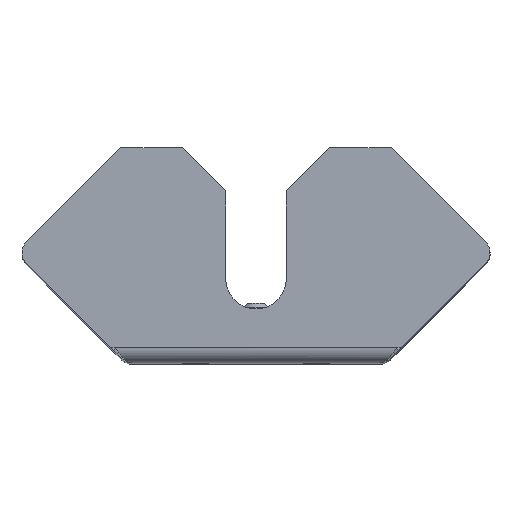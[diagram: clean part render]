
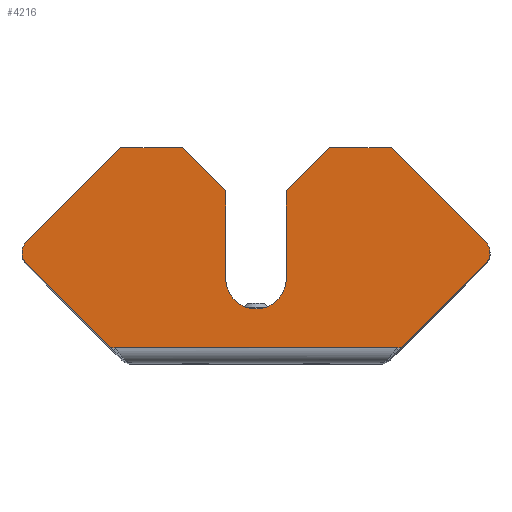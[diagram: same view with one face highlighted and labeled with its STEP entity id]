
A CAD part, top view. The second image highlights one B-rep face of the part: STEP entity #4216.
In plain terms, the highlighted face is planar.
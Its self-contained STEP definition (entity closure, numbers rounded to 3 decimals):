
#10 = ORIENTED_EDGE ( 'NONE', *, *, #1684, .F. ) ;
#70 = EDGE_CURVE ( 'NONE', #4228, #4276, #3733, .T. ) ;
#81 = CARTESIAN_POINT ( 'NONE',  ( -31.22, -49.73, -100. ) ) ;
#82 = VERTEX_POINT ( 'NONE', #1852 ) ;
#95 = LINE ( 'NONE', #1050, #841 ) ;
#112 = DIRECTION ( 'NONE',  ( -0.707, 0.707, 0. ) ) ;
#173 = DIRECTION ( 'NONE',  ( 0.707, -0.707, 0. ) ) ;
#186 = EDGE_LOOP ( 'NONE', ( #3597, #3079, #10, #384, #1183, #2064, #350, #534, #3313, #633, #1092, #2737, #650, #2195, #4064, #4293 ) ) ;
#196 = CARTESIAN_POINT ( 'NONE',  ( 33.529, -3.5, -100. ) ) ;
#199 = CARTESIAN_POINT ( 'NONE',  ( 7., -19.469, -100. ) ) ;
#214 = DIRECTION ( 'NONE',  ( 0., 1., 0. ) ) ;
#246 = VERTEX_POINT ( 'NONE', #1896 ) ;
#284 = DIRECTION ( 'NONE',  ( 1., 0., 0. ) ) ;
#298 = EDGE_CURVE ( 'NONE', #3995, #1566, #2312, .T. ) ;
#350 = ORIENTED_EDGE ( 'NONE', *, *, #2585, .T. ) ;
#355 = CARTESIAN_POINT ( 'NONE',  ( -32.51, -3.5, -100. ) ) ;
#384 = ORIENTED_EDGE ( 'NONE', *, *, #4108, .F. ) ;
#418 = LINE ( 'NONE', #1849, #2108 ) ;
#446 = CARTESIAN_POINT ( 'NONE',  ( 0., -19.469, -100. ) ) ;
#468 = EDGE_CURVE ( 'NONE', #2817, #82, #1837, .T. ) ;
#469 = CARTESIAN_POINT ( 'NONE',  ( -7., -19.469, -100. ) ) ;
#507 = EDGE_CURVE ( 'NONE', #3389, #1616, #1181, .T. ) ;
#534 = ORIENTED_EDGE ( 'NONE', *, *, #2508, .T. ) ;
#597 = VECTOR ( 'NONE', #112, 1000. ) ;
#617 = AXIS2_PLACEMENT_3D ( 'NONE', #4420, #3779, #3047 ) ;
#633 = ORIENTED_EDGE ( 'NONE', *, *, #3513, .F. ) ;
#650 = ORIENTED_EDGE ( 'NONE', *, *, #70, .T. ) ;
#667 = CARTESIAN_POINT ( 'NONE',  ( 30.318, -49.73, -100. ) ) ;
#735 = AXIS2_PLACEMENT_3D ( 'NONE', #446, #3638, #1478 ) ;
#742 = VECTOR ( 'NONE', #4177, 1000. ) ;
#797 = CARTESIAN_POINT ( 'NONE',  ( 50.54, -25.46, -100. ) ) ;
#824 = VECTOR ( 'NONE', #4570, 1000. ) ;
#836 = VECTOR ( 'NONE', #1013, 1000. ) ;
#841 = VECTOR ( 'NONE', #2829, 1000. ) ;
#956 = EDGE_CURVE ( 'NONE', #82, #4228, #3711, .T. ) ;
#1013 = DIRECTION ( 'NONE',  ( -0.707, -0.707, 0. ) ) ;
#1050 = CARTESIAN_POINT ( 'NONE',  ( 16.365, -16.365, -100. ) ) ;
#1060 = LINE ( 'NONE', #4219, #836 ) ;
#1065 = LINE ( 'NONE', #3937, #2841 ) ;
#1092 = ORIENTED_EDGE ( 'NONE', *, *, #468, .T. ) ;
#1098 = DIRECTION ( 'NONE',  ( -1., 0., 0. ) ) ;
#1129 = VECTOR ( 'NONE', #284, 1000. ) ;
#1181 = LINE ( 'NONE', #2538, #3948 ) ;
#1183 = ORIENTED_EDGE ( 'NONE', *, *, #1569, .T. ) ;
#1235 = CARTESIAN_POINT ( 'NONE',  ( -33.529, -3.5, -100. ) ) ;
#1253 = CARTESIAN_POINT ( 'NONE',  ( -33.529, -3.5, -100. ) ) ;
#1304 = CARTESIAN_POINT ( 'NONE',  ( 32.51, -3.5, -100. ) ) ;
#1425 = AXIS2_PLACEMENT_3D ( 'NONE', #797, #2577, #214 ) ;
#1478 = DIRECTION ( 'NONE',  ( 1., 0., 0. ) ) ;
#1566 = VERTEX_POINT ( 'NONE', #2121 ) ;
#1569 = EDGE_CURVE ( 'NONE', #3151, #3389, #3553, .T. ) ;
#1616 = VERTEX_POINT ( 'NONE', #2268 ) ;
#1684 = EDGE_CURVE ( 'NONE', #3430, #1566, #2643, .T. ) ;
#1723 = CIRCLE ( 'NONE', #1425, 3.5 ) ;
#1726 = VERTEX_POINT ( 'NONE', #2688 ) ;
#1758 = CARTESIAN_POINT ( 'NONE',  ( 53.014, -22.986, -100. ) ) ;
#1778 = LINE ( 'NONE', #2134, #1129 ) ;
#1837 = LINE ( 'NONE', #2642, #597 ) ;
#1849 = CARTESIAN_POINT ( 'NONE',  ( -30.05, -3.5, -100. ) ) ;
#1852 = CARTESIAN_POINT ( 'NONE',  ( 7., -39.73, -100. ) ) ;
#1859 = DIRECTION ( 'NONE',  ( 1., 0., 0. ) ) ;
#1870 = EDGE_CURVE ( 'NONE', #4276, #3368, #1065, .T. ) ;
#1896 = CARTESIAN_POINT ( 'NONE',  ( 31.22, -49.73, -100. ) ) ;
#1910 = EDGE_CURVE ( 'NONE', #2003, #3320, #3148, .T. ) ;
#1929 = CARTESIAN_POINT ( 'NONE',  ( -53.014, -27.935, -100. ) ) ;
#2003 = VERTEX_POINT ( 'NONE', #81 ) ;
#2064 = ORIENTED_EDGE ( 'NONE', *, *, #507, .T. ) ;
#2108 = VECTOR ( 'NONE', #1098, 1000. ) ;
#2121 = CARTESIAN_POINT ( 'NONE',  ( -53.014, -22.986, -100. ) ) ;
#2134 = CARTESIAN_POINT ( 'NONE',  ( 30.318, -49.73, -100. ) ) ;
#2195 = ORIENTED_EDGE ( 'NONE', *, *, #1870, .T. ) ;
#2268 = CARTESIAN_POINT ( 'NONE',  ( 33.529, -3.5, -100. ) ) ;
#2312 = CIRCLE ( 'NONE', #4099, 3.5 ) ;
#2324 = DIRECTION ( 'NONE',  ( 0., 1., 0. ) ) ;
#2398 = CARTESIAN_POINT ( 'NONE',  ( -7., -39.73, -100. ) ) ;
#2508 = EDGE_CURVE ( 'NONE', #3573, #1726, #1723, .T. ) ;
#2514 = DIRECTION ( 'NONE',  ( 1., 0., 0. ) ) ;
#2538 = CARTESIAN_POINT ( 'NONE',  ( 30.05, -3.5, -100. ) ) ;
#2577 = DIRECTION ( 'NONE',  ( 0., 0., -1. ) ) ;
#2585 = EDGE_CURVE ( 'NONE', #1616, #3573, #2676, .T. ) ;
#2642 = CARTESIAN_POINT ( 'NONE',  ( -16.365, -16.365, -100. ) ) ;
#2643 = LINE ( 'NONE', #1235, #742 ) ;
#2676 = LINE ( 'NONE', #196, #3294 ) ;
#2688 = CARTESIAN_POINT ( 'NONE',  ( 53.014, -27.935, -100. ) ) ;
#2737 = ORIENTED_EDGE ( 'NONE', *, *, #956, .T. ) ;
#2817 = VERTEX_POINT ( 'NONE', #3652 ) ;
#2829 = DIRECTION ( 'NONE',  ( -0.707, -0.707, 0. ) ) ;
#2841 = VECTOR ( 'NONE', #2867, 1000. ) ;
#2867 = DIRECTION ( 'NONE',  ( 0., -1., 0. ) ) ;
#3047 = DIRECTION ( 'NONE',  ( 0., 1., 0. ) ) ;
#3079 = ORIENTED_EDGE ( 'NONE', *, *, #298, .T. ) ;
#3148 = LINE ( 'NONE', #667, #824 ) ;
#3151 = VERTEX_POINT ( 'NONE', #355 ) ;
#3193 = CARTESIAN_POINT ( 'NONE',  ( 0., -3.5, -100. ) ) ;
#3294 = VECTOR ( 'NONE', #173, 1000. ) ;
#3313 = ORIENTED_EDGE ( 'NONE', *, *, #3536, .T. ) ;
#3320 = VERTEX_POINT ( 'NONE', #4009 ) ;
#3328 = PLANE ( 'NONE',  #617 ) ;
#3350 = LINE ( 'NONE', #4491, #4204 ) ;
#3368 = VERTEX_POINT ( 'NONE', #2398 ) ;
#3389 = VERTEX_POINT ( 'NONE', #1304 ) ;
#3402 = CARTESIAN_POINT ( 'NONE',  ( -50.54, -25.46, -100. ) ) ;
#3430 = VERTEX_POINT ( 'NONE', #1253 ) ;
#3513 = EDGE_CURVE ( 'NONE', #2817, #246, #1778, .T. ) ;
#3536 = EDGE_CURVE ( 'NONE', #1726, #246, #1060, .T. ) ;
#3553 = LINE ( 'NONE', #3193, #3589 ) ;
#3573 = VERTEX_POINT ( 'NONE', #1758 ) ;
#3589 = VECTOR ( 'NONE', #2514, 1000. ) ;
#3597 = ORIENTED_EDGE ( 'NONE', *, *, #4252, .F. ) ;
#3638 = DIRECTION ( 'NONE',  ( 0., 0., 1. ) ) ;
#3652 = CARTESIAN_POINT ( 'NONE',  ( 17., -49.73, -100. ) ) ;
#3661 = VECTOR ( 'NONE', #4496, 1000. ) ;
#3711 = LINE ( 'NONE', #199, #3661 ) ;
#3733 = CIRCLE ( 'NONE', #735, 7. ) ;
#3757 = DIRECTION ( 'NONE',  ( 0.707, -0.707, 0. ) ) ;
#3779 = DIRECTION ( 'NONE',  ( 0., 0., -1. ) ) ;
#3937 = CARTESIAN_POINT ( 'NONE',  ( -7., -19.469, -100. ) ) ;
#3948 = VECTOR ( 'NONE', #1859, 1000. ) ;
#3995 = VERTEX_POINT ( 'NONE', #1929 ) ;
#4009 = CARTESIAN_POINT ( 'NONE',  ( -17., -49.73, -100. ) ) ;
#4064 = ORIENTED_EDGE ( 'NONE', *, *, #4612, .T. ) ;
#4074 = FACE_OUTER_BOUND ( 'NONE', #186, .T. ) ;
#4096 = CARTESIAN_POINT ( 'NONE',  ( 7., -19.469, -100. ) ) ;
#4099 = AXIS2_PLACEMENT_3D ( 'NONE', #3402, #4123, #2324 ) ;
#4108 = EDGE_CURVE ( 'NONE', #3151, #3430, #418, .T. ) ;
#4123 = DIRECTION ( 'NONE',  ( 0., 0., -1. ) ) ;
#4177 = DIRECTION ( 'NONE',  ( -0.707, -0.707, 0. ) ) ;
#4204 = VECTOR ( 'NONE', #3757, 1000. ) ;
#4216 = ADVANCED_FACE ( 'NONE', ( #4074 ), #3328, .T. ) ;
#4219 = CARTESIAN_POINT ( 'NONE',  ( 55.489, -25.46, -100. ) ) ;
#4228 = VERTEX_POINT ( 'NONE', #4096 ) ;
#4252 = EDGE_CURVE ( 'NONE', #3995, #2003, #3350, .T. ) ;
#4276 = VERTEX_POINT ( 'NONE', #469 ) ;
#4293 = ORIENTED_EDGE ( 'NONE', *, *, #1910, .F. ) ;
#4420 = CARTESIAN_POINT ( 'NONE',  ( 0., 0., -100. ) ) ;
#4491 = CARTESIAN_POINT ( 'NONE',  ( -55.489, -25.46, -100. ) ) ;
#4496 = DIRECTION ( 'NONE',  ( 0., 1., 0. ) ) ;
#4570 = DIRECTION ( 'NONE',  ( 1., 0., 0. ) ) ;
#4612 = EDGE_CURVE ( 'NONE', #3368, #3320, #95, .T. ) ;
